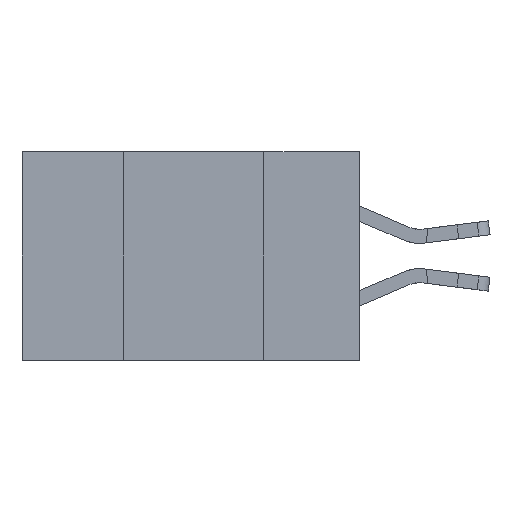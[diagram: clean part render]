
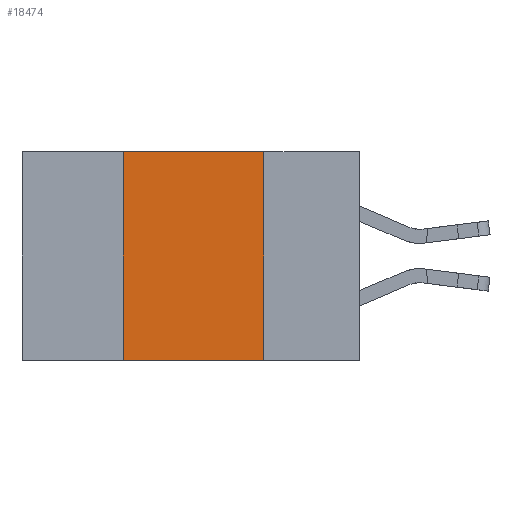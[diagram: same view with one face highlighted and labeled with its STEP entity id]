
A CAD part, left-side view. The second image highlights one B-rep face of the part: STEP entity #18474.
In plain terms, the highlighted planar face has unit normal (-1, 0, 0).
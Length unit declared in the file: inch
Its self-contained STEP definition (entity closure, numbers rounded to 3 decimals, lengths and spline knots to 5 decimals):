
#481 = AXIS2_PLACEMENT_3D ( 'NONE', #8131, #11370, #16243 ) ;
#721 = EDGE_CURVE ( 'NONE', #18725, #3849, #3241, .T. ) ;
#776 = DIRECTION ( 'NONE',  ( 0., 0., 1. ) ) ;
#1188 = CARTESIAN_POINT ( 'NONE',  ( 0., 0.42, 0. ) ) ;
#1237 = LINE ( 'NONE', #14064, #2514 ) ;
#1602 = ORIENTED_EDGE ( 'NONE', *, *, #721, .F. ) ;
#2514 = VECTOR ( 'NONE', #776, 39.37008 ) ;
#3241 = LINE ( 'NONE', #15282, #16891 ) ;
#3558 = VERTEX_POINT ( 'NONE', #15897 ) ;
#3788 = ORIENTED_EDGE ( 'NONE', *, *, #16039, .F. ) ;
#3832 = CARTESIAN_POINT ( 'NONE',  ( 0., 0.17, -0.37 ) ) ;
#3849 = VERTEX_POINT ( 'NONE', #12158 ) ;
#4593 = VECTOR ( 'NONE', #18199, 39.37008 ) ;
#4659 = EDGE_LOOP ( 'NONE', ( #12374, #1602, #3788, #10302 ) ) ;
#4835 = LINE ( 'NONE', #11826, #4593 ) ;
#4961 = PLANE ( 'NONE',  #481 ) ;
#7189 = FACE_OUTER_BOUND ( 'NONE', #4659, .T. ) ;
#7193 = LINE ( 'NONE', #14900, #10468 ) ;
#8131 = CARTESIAN_POINT ( 'NONE',  ( 0., 0.6, 0. ) ) ;
#10302 = ORIENTED_EDGE ( 'NONE', *, *, #20556, .T. ) ;
#10393 = VERTEX_POINT ( 'NONE', #3832 ) ;
#10468 = VECTOR ( 'NONE', #18151, 39.37008 ) ;
#11370 = DIRECTION ( 'NONE',  ( 1., 0., 0. ) ) ;
#11826 = CARTESIAN_POINT ( 'NONE',  ( 0., 0.6, -0.37 ) ) ;
#12158 = CARTESIAN_POINT ( 'NONE',  ( 0., 0.17, 0. ) ) ;
#12374 = ORIENTED_EDGE ( 'NONE', *, *, #12773, .F. ) ;
#12773 = EDGE_CURVE ( 'NONE', #3849, #10393, #7193, .T. ) ;
#14064 = CARTESIAN_POINT ( 'NONE',  ( 0., 0.42, 0. ) ) ;
#14900 = CARTESIAN_POINT ( 'NONE',  ( 0., 0.17, 0. ) ) ;
#15079 = DIRECTION ( 'NONE',  ( 0., -1., 0. ) ) ;
#15282 = CARTESIAN_POINT ( 'NONE',  ( 0., 0.6, 0. ) ) ;
#15897 = CARTESIAN_POINT ( 'NONE',  ( 0., 0.42, -0.37 ) ) ;
#16039 = EDGE_CURVE ( 'NONE', #3558, #18725, #1237, .T. ) ;
#16243 = DIRECTION ( 'NONE',  ( 0., 0., -1. ) ) ;
#16891 = VECTOR ( 'NONE', #15079, 39.37008 ) ;
#18151 = DIRECTION ( 'NONE',  ( 0., 0., -1. ) ) ;
#18199 = DIRECTION ( 'NONE',  ( 0., -1., 0. ) ) ;
#18474 = ADVANCED_FACE ( 'NONE', ( #7189 ), #4961, .F. ) ;
#18725 = VERTEX_POINT ( 'NONE', #1188 ) ;
#20556 = EDGE_CURVE ( 'NONE', #3558, #10393, #4835, .T. ) ;
